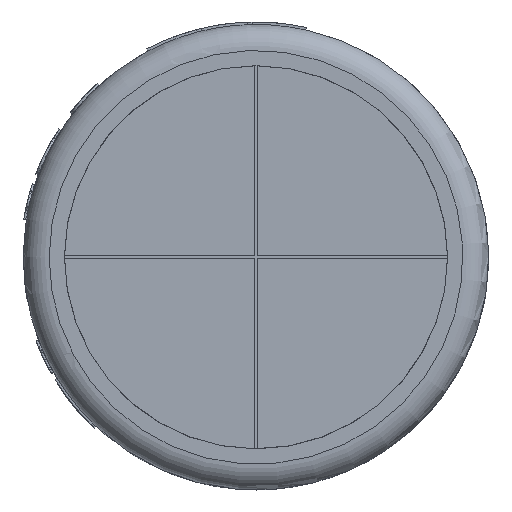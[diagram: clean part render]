
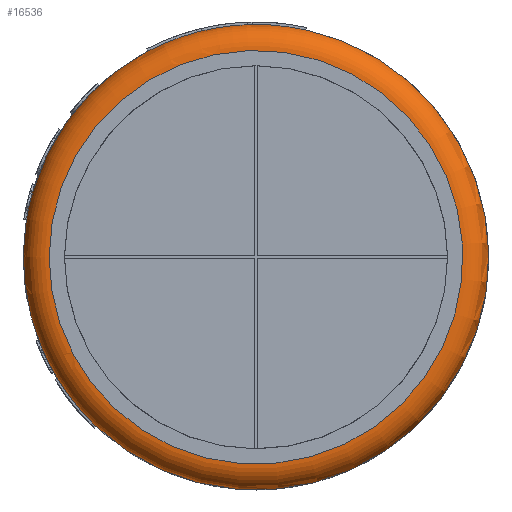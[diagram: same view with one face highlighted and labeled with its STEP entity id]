
A CAD part, left-side view. The second image highlights one B-rep face of the part: STEP entity #16536.
In plain terms, the highlighted toroidal (fillet/blend) face has major radius 8 mm and minor radius 1 mm.
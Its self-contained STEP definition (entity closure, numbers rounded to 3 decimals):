
#4500=FACE_BOUND('',#5574,.T.);
#4593=FACE_OUTER_BOUND('',#5573,.T.);
#5573=EDGE_LOOP('',(#11220));
#5574=EDGE_LOOP('',(#11221,#11222,#11223,#11224,#11225,#11226,#11227,#11228,
#11229,#11230,#11231,#11232,#11233,#11234,#11235,#11236));
#6646=CIRCLE('',#17519,8.);
#6647=CIRCLE('',#17520,9.);
#6648=CIRCLE('',#17521,9.);
#6649=CIRCLE('',#17522,9.);
#6650=CIRCLE('',#17523,9.);
#6651=CIRCLE('',#17524,9.);
#6652=CIRCLE('',#17525,9.);
#6653=CIRCLE('',#17526,9.);
#6654=CIRCLE('',#17527,9.);
#6655=CIRCLE('',#17528,9.);
#6656=CIRCLE('',#17529,9.);
#6657=CIRCLE('',#17530,9.);
#6658=CIRCLE('',#17531,9.);
#6659=CIRCLE('',#17532,9.);
#6660=CIRCLE('',#17533,9.);
#6661=CIRCLE('',#17534,9.);
#6662=CIRCLE('',#17535,9.);
#6823=VERTEX_POINT('',#20317);
#6824=VERTEX_POINT('',#20319);
#6825=VERTEX_POINT('',#20320);
#6826=VERTEX_POINT('',#20322);
#6827=VERTEX_POINT('',#20324);
#6828=VERTEX_POINT('',#20326);
#6829=VERTEX_POINT('',#20328);
#6830=VERTEX_POINT('',#20330);
#6831=VERTEX_POINT('',#20332);
#6832=VERTEX_POINT('',#20334);
#6833=VERTEX_POINT('',#20336);
#6834=VERTEX_POINT('',#20338);
#6835=VERTEX_POINT('',#20340);
#6836=VERTEX_POINT('',#20342);
#6837=VERTEX_POINT('',#20344);
#6838=VERTEX_POINT('',#20346);
#6839=VERTEX_POINT('',#20348);
#8579=EDGE_CURVE('',#6823,#6823,#6646,.T.);
#8580=EDGE_CURVE('',#6824,#6825,#6647,.T.);
#8581=EDGE_CURVE('',#6826,#6825,#6648,.T.);
#8582=EDGE_CURVE('',#6826,#6827,#6649,.T.);
#8583=EDGE_CURVE('',#6828,#6827,#6650,.T.);
#8584=EDGE_CURVE('',#6828,#6829,#6651,.T.);
#8585=EDGE_CURVE('',#6830,#6829,#6652,.T.);
#8586=EDGE_CURVE('',#6830,#6831,#6653,.T.);
#8587=EDGE_CURVE('',#6832,#6831,#6654,.T.);
#8588=EDGE_CURVE('',#6832,#6833,#6655,.T.);
#8589=EDGE_CURVE('',#6834,#6833,#6656,.T.);
#8590=EDGE_CURVE('',#6834,#6835,#6657,.T.);
#8591=EDGE_CURVE('',#6836,#6835,#6658,.T.);
#8592=EDGE_CURVE('',#6836,#6837,#6659,.T.);
#8593=EDGE_CURVE('',#6838,#6837,#6660,.T.);
#8594=EDGE_CURVE('',#6838,#6839,#6661,.T.);
#8595=EDGE_CURVE('',#6824,#6839,#6662,.T.);
#11220=ORIENTED_EDGE('',*,*,#8579,.T.);
#11221=ORIENTED_EDGE('',*,*,#8580,.T.);
#11222=ORIENTED_EDGE('',*,*,#8581,.F.);
#11223=ORIENTED_EDGE('',*,*,#8582,.T.);
#11224=ORIENTED_EDGE('',*,*,#8583,.F.);
#11225=ORIENTED_EDGE('',*,*,#8584,.T.);
#11226=ORIENTED_EDGE('',*,*,#8585,.F.);
#11227=ORIENTED_EDGE('',*,*,#8586,.T.);
#11228=ORIENTED_EDGE('',*,*,#8587,.F.);
#11229=ORIENTED_EDGE('',*,*,#8588,.T.);
#11230=ORIENTED_EDGE('',*,*,#8589,.F.);
#11231=ORIENTED_EDGE('',*,*,#8590,.T.);
#11232=ORIENTED_EDGE('',*,*,#8591,.F.);
#11233=ORIENTED_EDGE('',*,*,#8592,.T.);
#11234=ORIENTED_EDGE('',*,*,#8593,.F.);
#11235=ORIENTED_EDGE('',*,*,#8594,.T.);
#11236=ORIENTED_EDGE('',*,*,#8595,.F.);
#16502=TOROIDAL_SURFACE('',#17518,8.,1.);
#16536=ADVANCED_FACE('',(#4593,#4500),#16502,.T.);
#17518=AXIS2_PLACEMENT_3D('',#20316,#18103,#18104);
#17519=AXIS2_PLACEMENT_3D('',#20318,#18105,#18106);
#17520=AXIS2_PLACEMENT_3D('',#20321,#18107,#18108);
#17521=AXIS2_PLACEMENT_3D('',#20323,#18109,#18110);
#17522=AXIS2_PLACEMENT_3D('',#20325,#18111,#18112);
#17523=AXIS2_PLACEMENT_3D('',#20327,#18113,#18114);
#17524=AXIS2_PLACEMENT_3D('',#20329,#18115,#18116);
#17525=AXIS2_PLACEMENT_3D('',#20331,#18117,#18118);
#17526=AXIS2_PLACEMENT_3D('',#20333,#18119,#18120);
#17527=AXIS2_PLACEMENT_3D('',#20335,#18121,#18122);
#17528=AXIS2_PLACEMENT_3D('',#20337,#18123,#18124);
#17529=AXIS2_PLACEMENT_3D('',#20339,#18125,#18126);
#17530=AXIS2_PLACEMENT_3D('',#20341,#18127,#18128);
#17531=AXIS2_PLACEMENT_3D('',#20343,#18129,#18130);
#17532=AXIS2_PLACEMENT_3D('',#20345,#18131,#18132);
#17533=AXIS2_PLACEMENT_3D('',#20347,#18133,#18134);
#17534=AXIS2_PLACEMENT_3D('',#20349,#18135,#18136);
#17535=AXIS2_PLACEMENT_3D('',#20350,#18137,#18138);
#18103=DIRECTION('center_axis',(1.,0.,0.));
#18104=DIRECTION('ref_axis',(0.,0.,-1.));
#18105=DIRECTION('center_axis',(1.,0.,0.));
#18106=DIRECTION('ref_axis',(0.,-1.,0.));
#18107=DIRECTION('center_axis',(-1.,0.,0.));
#18108=DIRECTION('ref_axis',(0.,1.,0.));
#18109=DIRECTION('center_axis',(1.,0.,0.));
#18110=DIRECTION('ref_axis',(0.,0.,-1.));
#18111=DIRECTION('center_axis',(-1.,0.,0.));
#18112=DIRECTION('ref_axis',(0.,1.,0.));
#18113=DIRECTION('center_axis',(1.,0.,0.));
#18114=DIRECTION('ref_axis',(0.,0.,-1.));
#18115=DIRECTION('center_axis',(-1.,0.,0.));
#18116=DIRECTION('ref_axis',(0.,1.,0.));
#18117=DIRECTION('center_axis',(1.,0.,0.));
#18118=DIRECTION('ref_axis',(0.,0.,-1.));
#18119=DIRECTION('center_axis',(-1.,0.,0.));
#18120=DIRECTION('ref_axis',(0.,1.,0.));
#18121=DIRECTION('center_axis',(1.,0.,0.));
#18122=DIRECTION('ref_axis',(0.,0.,-1.));
#18123=DIRECTION('center_axis',(-1.,0.,0.));
#18124=DIRECTION('ref_axis',(0.,1.,0.));
#18125=DIRECTION('center_axis',(1.,0.,0.));
#18126=DIRECTION('ref_axis',(0.,0.,-1.));
#18127=DIRECTION('center_axis',(-1.,0.,0.));
#18128=DIRECTION('ref_axis',(0.,1.,0.));
#18129=DIRECTION('center_axis',(1.,0.,0.));
#18130=DIRECTION('ref_axis',(0.,0.,-1.));
#18131=DIRECTION('center_axis',(-1.,0.,0.));
#18132=DIRECTION('ref_axis',(0.,1.,0.));
#18133=DIRECTION('center_axis',(1.,0.,0.));
#18134=DIRECTION('ref_axis',(0.,0.,-1.));
#18135=DIRECTION('center_axis',(-1.,0.,0.));
#18136=DIRECTION('ref_axis',(0.,1.,0.));
#18137=DIRECTION('center_axis',(1.,0.,0.));
#18138=DIRECTION('ref_axis',(0.,0.,-1.));
#20316=CARTESIAN_POINT('Origin',(16.,0.,0.));
#20317=CARTESIAN_POINT('',(15.,8.,0.));
#20318=CARTESIAN_POINT('Origin',(15.,0.,0.));
#20319=CARTESIAN_POINT('',(16.,4.185,7.968));
#20320=CARTESIAN_POINT('',(16.,8.623,2.578));
#20321=CARTESIAN_POINT('Origin',(16.,0.,0.));
#20322=CARTESIAN_POINT('',(16.,8.639,2.525));
#20323=CARTESIAN_POINT('Origin',(16.,0.,0.));
#20324=CARTESIAN_POINT('',(16.,8.822,1.781));
#20325=CARTESIAN_POINT('Origin',(16.,0.,0.));
#20326=CARTESIAN_POINT('',(16.,8.878,1.479));
#20327=CARTESIAN_POINT('Origin',(16.,0.,0.));
#20328=CARTESIAN_POINT('',(16.,8.308,-3.461));
#20329=CARTESIAN_POINT('Origin',(16.,0.,0.));
#20330=CARTESIAN_POINT('',(16.,8.255,-3.586));
#20331=CARTESIAN_POINT('Origin',(16.,0.,0.));
#20332=CARTESIAN_POINT('',(16.,7.907,-4.299));
#20333=CARTESIAN_POINT('Origin',(16.,0.,0.));
#20334=CARTESIAN_POINT('',(16.,7.841,-4.418));
#20335=CARTESIAN_POINT('Origin',(16.,0.,0.));
#20336=CARTESIAN_POINT('',(16.,7.687,-4.68));
#20337=CARTESIAN_POINT('Origin',(16.,0.,0.));
#20338=CARTESIAN_POINT('',(16.,6.191,-6.532));
#20339=CARTESIAN_POINT('Origin',(16.,0.,0.));
#20340=CARTESIAN_POINT('',(16.,-1.944,8.788));
#20341=CARTESIAN_POINT('Origin',(16.,0.,0.));
#20342=CARTESIAN_POINT('',(16.,0.153,8.999));
#20343=CARTESIAN_POINT('Origin',(16.,0.,0.));
#20344=CARTESIAN_POINT('',(16.,0.344,8.993));
#20345=CARTESIAN_POINT('Origin',(16.,0.,0.));
#20346=CARTESIAN_POINT('',(16.,2.097,8.752));
#20347=CARTESIAN_POINT('Origin',(16.,0.,0.));
#20348=CARTESIAN_POINT('',(16.,2.283,8.706));
#20349=CARTESIAN_POINT('Origin',(16.,0.,0.));
#20350=CARTESIAN_POINT('Origin',(16.,0.,0.));
